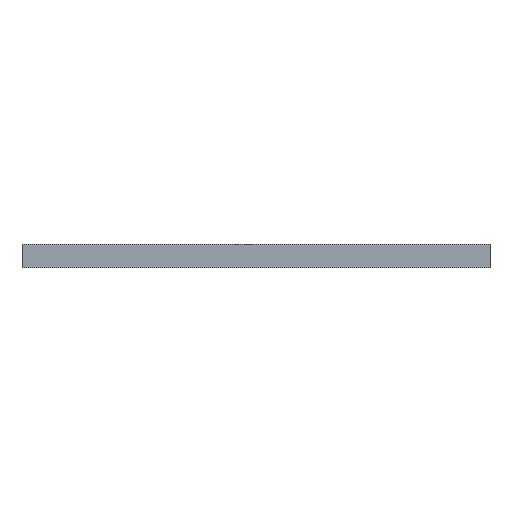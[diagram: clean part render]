
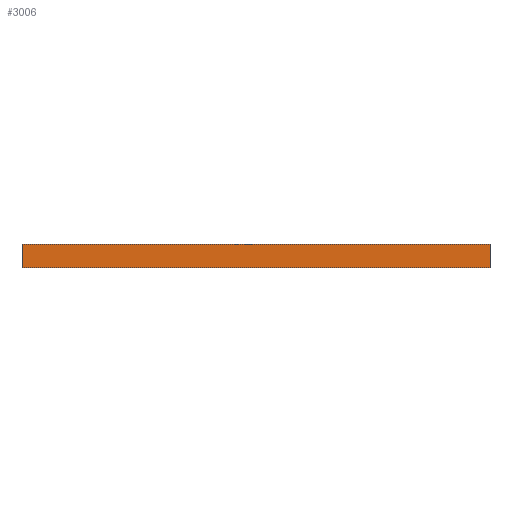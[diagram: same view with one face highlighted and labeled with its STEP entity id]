
A CAD part, front view. The second image highlights one B-rep face of the part: STEP entity #3006.
In plain terms, the highlighted planar face has unit normal (0, -1, 0).
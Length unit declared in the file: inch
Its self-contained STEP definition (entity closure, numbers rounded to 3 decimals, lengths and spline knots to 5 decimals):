
#70 = CARTESIAN_POINT ( 'NONE',  ( -0.59055, -0.59055, -0.03937 ) ) ;
#152 = LINE ( 'NONE', #3262, #322 ) ;
#215 = VERTEX_POINT ( 'NONE', #2400 ) ;
#322 = VECTOR ( 'NONE', #2933, 39.37008 ) ;
#356 = DIRECTION ( 'NONE',  ( 0., 0., 1. ) ) ;
#458 = PLANE ( 'NONE',  #2843 ) ;
#514 = CARTESIAN_POINT ( 'NONE',  ( 0.59055, -0.59055, -0.03937 ) ) ;
#516 = LINE ( 'NONE', #70, #2414 ) ;
#525 = ORIENTED_EDGE ( 'NONE', *, *, #2117, .F. ) ;
#566 = VERTEX_POINT ( 'NONE', #514 ) ;
#631 = VECTOR ( 'NONE', #1232, 39.37008 ) ;
#1046 = VECTOR ( 'NONE', #356, 39.37008 ) ;
#1103 = ORIENTED_EDGE ( 'NONE', *, *, #1250, .F. ) ;
#1232 = DIRECTION ( 'NONE',  ( 1., 0., 0. ) ) ;
#1250 = EDGE_CURVE ( 'NONE', #215, #3518, #2040, .T. ) ;
#1345 = EDGE_CURVE ( 'NONE', #566, #3518, #3199, .T. ) ;
#1364 = VERTEX_POINT ( 'NONE', #3375 ) ;
#1469 = DIRECTION ( 'NONE',  ( 0., -1., 0. ) ) ;
#1593 = ORIENTED_EDGE ( 'NONE', *, *, #3781, .T. ) ;
#2040 = LINE ( 'NONE', #2238, #631 ) ;
#2115 = FACE_OUTER_BOUND ( 'NONE', #4186, .T. ) ;
#2117 = EDGE_CURVE ( 'NONE', #1364, #215, #152, .T. ) ;
#2238 = CARTESIAN_POINT ( 'NONE',  ( -0.59055, -0.59055, 0.01969 ) ) ;
#2250 = CARTESIAN_POINT ( 'NONE',  ( 0.59055, -0.59055, 0.01969 ) ) ;
#2400 = CARTESIAN_POINT ( 'NONE',  ( -0.59055, -0.59055, 0.01969 ) ) ;
#2414 = VECTOR ( 'NONE', #3755, 39.37008 ) ;
#2843 = AXIS2_PLACEMENT_3D ( 'NONE', #3494, #1469, #4146 ) ;
#2933 = DIRECTION ( 'NONE',  ( 0., 0., 1. ) ) ;
#3006 = ADVANCED_FACE ( 'NONE', ( #2115 ), #458, .T. ) ;
#3199 = LINE ( 'NONE', #4363, #1046 ) ;
#3262 = CARTESIAN_POINT ( 'NONE',  ( -0.59055, -0.59055, 0. ) ) ;
#3375 = CARTESIAN_POINT ( 'NONE',  ( -0.59055, -0.59055, -0.03937 ) ) ;
#3494 = CARTESIAN_POINT ( 'NONE',  ( -0.59055, -0.59055, 0. ) ) ;
#3518 = VERTEX_POINT ( 'NONE', #2250 ) ;
#3755 = DIRECTION ( 'NONE',  ( 1., 0., 0. ) ) ;
#3781 = EDGE_CURVE ( 'NONE', #1364, #566, #516, .T. ) ;
#4146 = DIRECTION ( 'NONE',  ( 1., 0., 0. ) ) ;
#4186 = EDGE_LOOP ( 'NONE', ( #525, #1593, #4262, #1103 ) ) ;
#4262 = ORIENTED_EDGE ( 'NONE', *, *, #1345, .T. ) ;
#4363 = CARTESIAN_POINT ( 'NONE',  ( 0.59055, -0.59055, 0. ) ) ;
